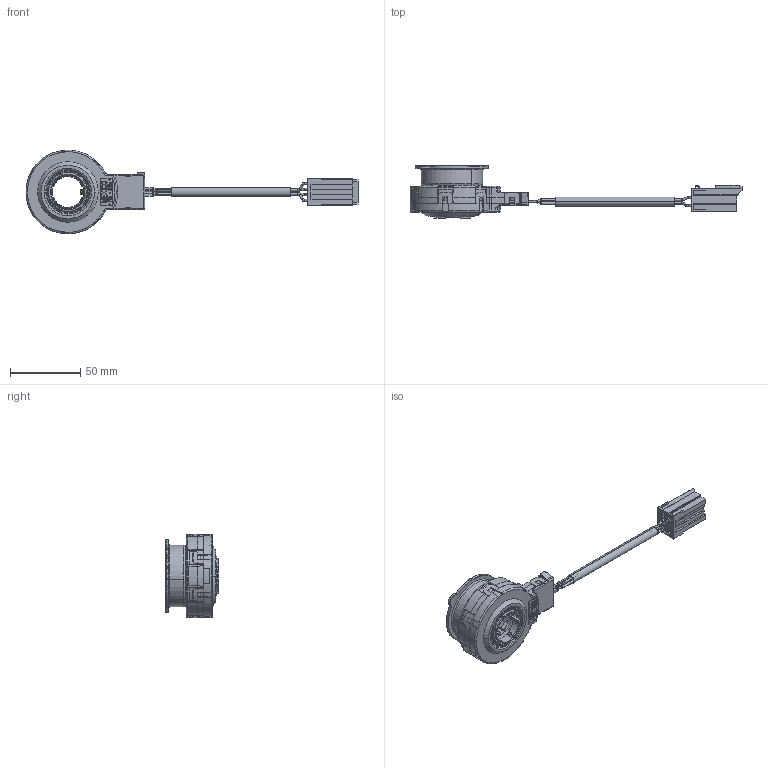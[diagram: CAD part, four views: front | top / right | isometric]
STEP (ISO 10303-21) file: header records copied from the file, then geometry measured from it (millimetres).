
FILE_DESCRIPTION((''),'2;1');
FILE_NAME('SX-4428A_SW0012','2012-04-30T',('BMozley'),(''),'PRO/ENGINEER BY PARAMETRIC TECHNOLOGY CORPORATION, 2012060','PRO/ENGINEER BY PARAMETRIC TECHNOLOGY CORPORATION, 2012060','');
FILE_SCHEMA(('CONFIG_CONTROL_DESIGN'));
Length unit declared in the file: inch
Products named in the file (1): SX-4428A_SW0012
Bounding box: 237.09 x 37.48 x 59.8 mm (x, y, z)
Volume: 58839.9 mm3; surface area: 35030.1 mm2
Topology: 7 solids, 7 shells, 3416 faces, 9511 edges, 6214 vertices
Faces by surface type: plane 2492, cylinder 431, cone 216, torus 191, bspline 77, sphere 9
Entity records: 115485 total; most frequent: CARTESIAN_POINT 29500, ORIENTED_EDGE 19022, DIRECTION 16259, EDGE_CURVE 9511, VECTOR 6503, LINE 6503, VERTEX_POINT 6226, AXIS2_PLACEMENT_3D 4878
